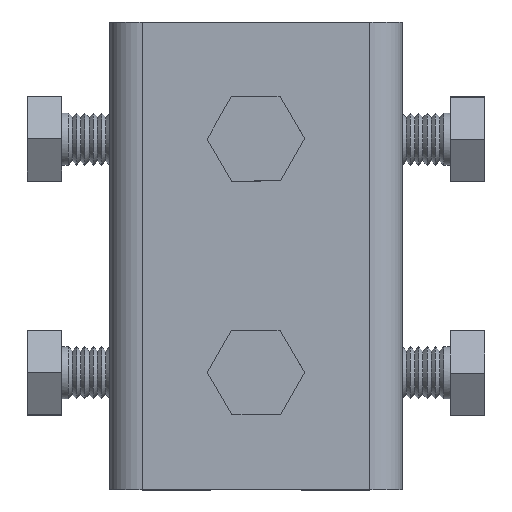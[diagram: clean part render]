
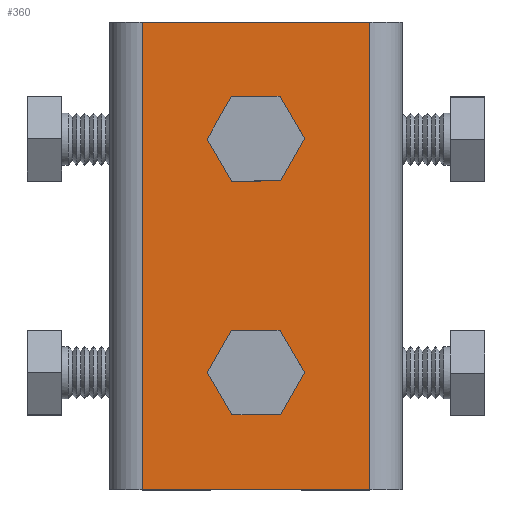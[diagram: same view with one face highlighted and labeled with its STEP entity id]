
A CAD part, top view. The second image highlights one B-rep face of the part: STEP entity #360.
In plain terms, the highlighted planar face has unit normal (0, 0, 1).
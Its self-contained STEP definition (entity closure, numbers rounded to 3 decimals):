
#360 = ADVANCED_FACE( '', ( #850, #851, #852 ), #853, .T. );
#850 = FACE_BOUND( '', #1565, .T. );
#851 = FACE_BOUND( '', #1566, .T. );
#852 = FACE_OUTER_BOUND( '', #1567, .T. );
#853 = PLANE( '', #1568 );
#1565 = EDGE_LOOP( '', ( #2403 ) );
#1566 = EDGE_LOOP( '', ( #2404 ) );
#1567 = EDGE_LOOP( '', ( #2405, #2406, #2407, #2408 ) );
#1568 = AXIS2_PLACEMENT_3D( '', #2409, #2410, #2411 );
#2403 = ORIENTED_EDGE( '', *, *, #3578, .T. );
#2404 = ORIENTED_EDGE( '', *, *, #3579, .T. );
#2405 = ORIENTED_EDGE( '', *, *, #3580, .F. );
#2406 = ORIENTED_EDGE( '', *, *, #3443, .F. );
#2407 = ORIENTED_EDGE( '', *, *, #3581, .T. );
#2408 = ORIENTED_EDGE( '', *, *, #3428, .T. );
#2409 = CARTESIAN_POINT( '', ( 5., 72., 38. ) );
#2410 = DIRECTION( '', ( 0., 0., 1. ) );
#2411 = DIRECTION( '', ( 0., -1., 0. ) );
#3428 = EDGE_CURVE( '', #3937, #3934, #3938, .T. );
#3443 = EDGE_CURVE( '', #3962, #3958, #3964, .T. );
#3578 = EDGE_CURVE( '', #4188, #4188, #4189, .T. );
#3579 = EDGE_CURVE( '', #4190, #4190, #4191, .T. );
#3580 = EDGE_CURVE( '', #3958, #3934, #4192, .T. );
#3581 = EDGE_CURVE( '', #3962, #3937, #4193, .T. );
#3934 = VERTEX_POINT( '', #4667 );
#3937 = VERTEX_POINT( '', #4670 );
#3938 = LINE( '', #4671, #4672 );
#3958 = VERTEX_POINT( '', #4697 );
#3962 = VERTEX_POINT( '', #4702 );
#3964 = LINE( '', #4704, #4705 );
#4188 = VERTEX_POINT( '', #5071 );
#4189 = CIRCLE( '', #5072, 3.375 );
#4190 = VERTEX_POINT( '', #5073 );
#4191 = CIRCLE( '', #5074, 3.375 );
#4192 = LINE( '', #5075, #5076 );
#4193 = LINE( '', #5077, #5078 );
#4667 = CARTESIAN_POINT( '', ( 5., 0., 38. ) );
#4670 = CARTESIAN_POINT( '', ( 5., 72., 38. ) );
#4671 = CARTESIAN_POINT( '', ( 5., 72., 38. ) );
#4672 = VECTOR( '', #5731, 1000. );
#4697 = CARTESIAN_POINT( '', ( 40., 0., 38. ) );
#4702 = CARTESIAN_POINT( '', ( 40., 72., 38. ) );
#4704 = CARTESIAN_POINT( '', ( 40., 72., 38. ) );
#4705 = VECTOR( '', #5753, 1000. );
#5071 = CARTESIAN_POINT( '', ( 25.875, 54., 38. ) );
#5072 = AXIS2_PLACEMENT_3D( '', #5944, #5945, #5946 );
#5073 = CARTESIAN_POINT( '', ( 25.875, 18., 38. ) );
#5074 = AXIS2_PLACEMENT_3D( '', #5947, #5948, #5949 );
#5075 = CARTESIAN_POINT( '', ( 5., 0., 38. ) );
#5076 = VECTOR( '', #5950, 1000. );
#5077 = CARTESIAN_POINT( '', ( 5., 72., 38. ) );
#5078 = VECTOR( '', #5951, 1000. );
#5731 = DIRECTION( '', ( 0., -1., 0. ) );
#5753 = DIRECTION( '', ( 0., -1., 0. ) );
#5944 = CARTESIAN_POINT( '', ( 22.5, 54., 38. ) );
#5945 = DIRECTION( '', ( 0., 0., -1. ) );
#5946 = DIRECTION( '', ( 1., 0., 0. ) );
#5947 = CARTESIAN_POINT( '', ( 22.5, 18., 38. ) );
#5948 = DIRECTION( '', ( 0., 0., -1. ) );
#5949 = DIRECTION( '', ( 1., 0., 0. ) );
#5950 = DIRECTION( '', ( -1., 0., 0. ) );
#5951 = DIRECTION( '', ( -1., 0., 0. ) );
